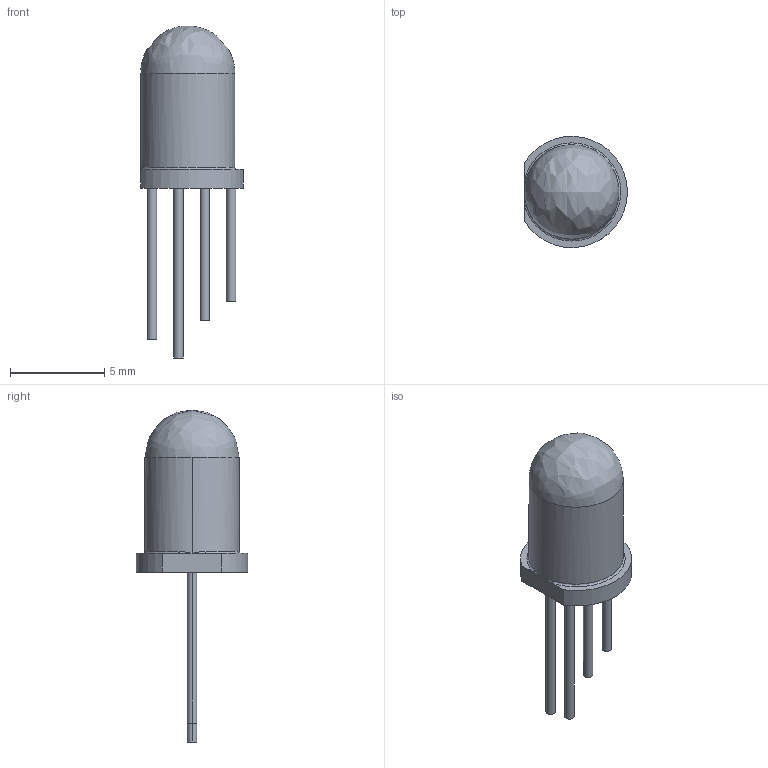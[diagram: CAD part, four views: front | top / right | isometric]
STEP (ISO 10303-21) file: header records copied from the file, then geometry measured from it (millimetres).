
FILE_DESCRIPTION (( 'STEP AP214' ), '1' );
FILE_NAME ('85662BCF-0515-4578-829D-C005C4E369C1.STEP', '2023-04-21T09:26:09', ( '' ), ( '' ), 'SwSTEP 2.0', 'SolidWorks 2022', '' );
FILE_SCHEMA (( 'AUTOMOTIVE_DESIGN' ));
Length unit declared in the file: millimetre
Products named in the file (1): 85662BCF-0515-4578-829D-C005C4E369C1
Bounding box: 5.45 x 5.9 x 17.6 mm (x, y, z)
Volume: 165.2 mm3; surface area: 217.4 mm2
Topology: 1 solids, 1 shells, 22 faces, 48 edges, 28 vertices
Faces by surface type: cylinder 11, plane 7, bspline 4
Entity records: 921 total; most frequent: CARTESIAN_POINT 296, DIRECTION 99, ORIENTED_EDGE 88, EDGE_CURVE 44, AXIS2_PLACEMENT_3D 41, VERTEX_POINT 28, EDGE_LOOP 26, ADVANCED_FACE 22
